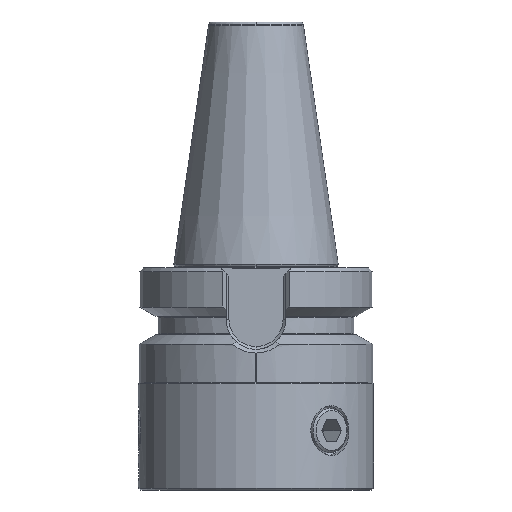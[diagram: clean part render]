
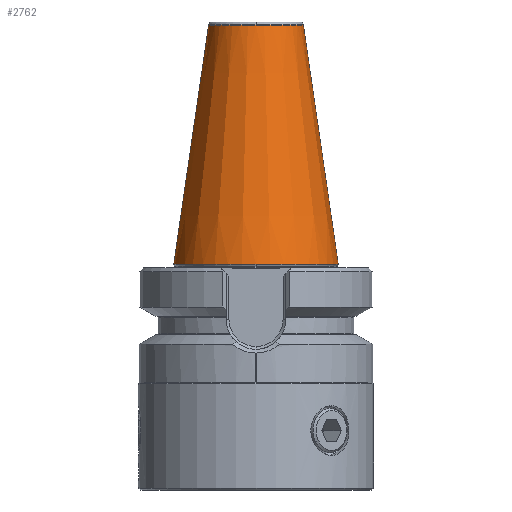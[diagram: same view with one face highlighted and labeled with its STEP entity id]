
A CAD part, left-side view. The second image highlights one B-rep face of the part: STEP entity #2762.
In plain terms, the highlighted conical face has half-angle 8.297 degrees and reference radius 12.162 mm.
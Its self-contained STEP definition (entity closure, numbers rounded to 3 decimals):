
#1476=EDGE_CURVE('NONE',#1584,#1734,#3909,.F.);
#1584=VERTEX_POINT('NONE',#4029);
#1734=VERTEX_POINT('NONE',#4200);
#1960=EDGE_CURVE('NONE',#2682,#2802,#4445,.T.);
#2070=VERTEX_POINT('NONE',#4561);
#2094=EDGE_CURVE('NONE',#2070,#2936,#4585,.F.);
#2514=EDGE_CURVE('NONE',#2936,#2682,#5053,.T.);
#2672=EDGE_CURVE('NONE',#2802,#1584,#5230,.T.);
#2682=VERTEX_POINT('NONE',#5240);
#2762=ADVANCED_FACE('NONE',(#5325),#5326,.T.);
#2776=EDGE_CURVE('NONE',#2070,#1734,#5343,.T.);
#2802=VERTEX_POINT('NONE',#5370);
#2936=VERTEX_POINT('NONE',#5522);
#3909=CIRCLE('',#6941,22.225);
#4029=CARTESIAN_POINT('',(-22.225,0.0,0.));
#4200=CARTESIAN_POINT('',(0.,22.225,0.));
#4445=LINE('',#7812,#7813);
#4561=CARTESIAN_POINT('',(0.,12.808,64.576));
#4585=CIRCLE('',#8103,12.808);
#5053=CIRCLE('',#8882,12.808);
#5230=CIRCLE('',#9257,22.225);
#5240=CARTESIAN_POINT('',(0.0,-12.808,64.576));
#5325=FACE_OUTER_BOUND('',#9419,.T.);
#5326=CONICAL_SURFACE('',#9420,12.162,0.145);
#5343=LINE('',#9442,#9443);
#5370=CARTESIAN_POINT('',(0.0,-22.225,0.));
#5522=CARTESIAN_POINT('',(-12.808,0.,64.576));
#6941=AXIS2_PLACEMENT_3D('',#11557,#11558,#11559);
#7812=CARTESIAN_POINT('',(0.0,-12.162,69.0));
#7813=VECTOR('',#12186,1000.0);
#8103=AXIS2_PLACEMENT_3D('',#12325,#12326,#12327);
#8882=AXIS2_PLACEMENT_3D('',#12877,#12878,#12879);
#9257=AXIS2_PLACEMENT_3D('',#13098,#13099,#13100);
#9419=EDGE_LOOP('',(#13185,#13186,#13187,#13188,#13189,#13190));
#9420=AXIS2_PLACEMENT_3D('',#13191,#13192,#13193);
#9442=CARTESIAN_POINT('',(0.,12.162,69.0));
#9443=VECTOR('',#13219,1000.0);
#11557=CARTESIAN_POINT('',(0.0,0.,0.0));
#11558=DIRECTION('',(-0.0,0.0,1.0));
#11559=DIRECTION('',(0.0,-1.0,0.0));
#12186=DIRECTION('',(0.0,-0.144,-0.99));
#12325=CARTESIAN_POINT('',(0.0,0.,64.576));
#12326=DIRECTION('',(0.0,0.0,-1.0));
#12327=DIRECTION('',(0.0,-1.0,0.0));
#12877=CARTESIAN_POINT('',(0.0,0.,64.576));
#12878=DIRECTION('',(-0.0,0.0,1.0));
#12879=DIRECTION('',(0.0,-1.0,0.0));
#13098=CARTESIAN_POINT('',(0.0,0.,0.));
#13099=DIRECTION('',(0.0,0.0,-1.0));
#13100=DIRECTION('',(0.0,-1.0,0.0));
#13185=ORIENTED_EDGE('',*,*,#2094,.F.);
#13186=ORIENTED_EDGE('',*,*,#2776,.T.);
#13187=ORIENTED_EDGE('',*,*,#1476,.F.);
#13188=ORIENTED_EDGE('',*,*,#2672,.F.);
#13189=ORIENTED_EDGE('',*,*,#1960,.F.);
#13190=ORIENTED_EDGE('',*,*,#2514,.F.);
#13191=CARTESIAN_POINT('',(0.0,0.,69.0));
#13192=DIRECTION('',(0.0,-0.0,-1.0));
#13193=DIRECTION('',(0.0,-1.0,0.0));
#13219=DIRECTION('',(0.,0.144,-0.99));
